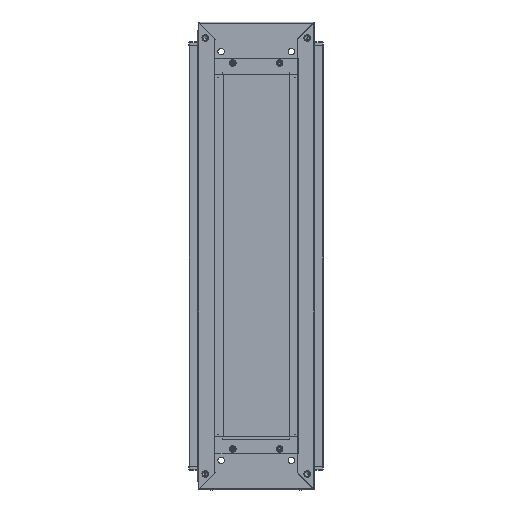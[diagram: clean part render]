
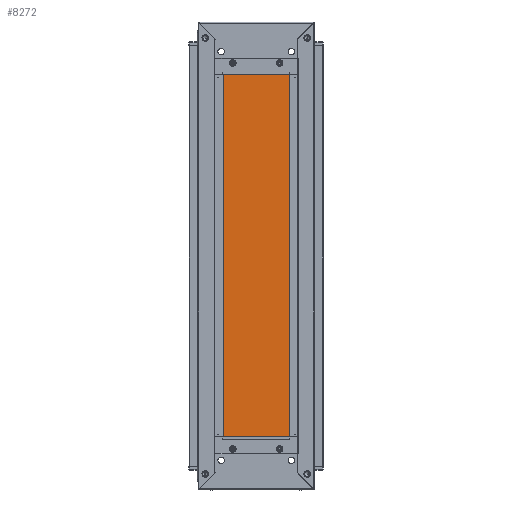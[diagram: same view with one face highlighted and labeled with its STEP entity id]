
A CAD part, top view. The second image highlights one B-rep face of the part: STEP entity #8272.
In plain terms, the highlighted planar face has unit normal (0, 0, 1).
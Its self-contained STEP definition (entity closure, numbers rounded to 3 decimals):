
#868 = AXIS2_PLACEMENT_3D ( 'NONE', #32595, #32584, #32582 ) ;
#6739 = FACE_OUTER_BOUND ( 'NONE', #34405, .T. ) ;
#8272 = ADVANCED_FACE ( 'NONE', ( #6739 ), #32590, .T. ) ;
#12660 = CARTESIAN_POINT ( 'NONE',  ( 400., -90., 0. ) ) ;
#14143 = CARTESIAN_POINT ( 'NONE',  ( -400., -90., 0. ) ) ;
#14178 = CARTESIAN_POINT ( 'NONE',  ( 400., 90., 0. ) ) ;
#15842 = DIRECTION ( 'NONE',  ( 0., -1., 0. ) ) ;
#15864 = CARTESIAN_POINT ( 'NONE',  ( -400., 90., 0. ) ) ;
#15939 = DIRECTION ( 'NONE',  ( -1., 0., 0. ) ) ;
#15943 = CARTESIAN_POINT ( 'NONE',  ( -400., 90., 0. ) ) ;
#15962 = DIRECTION ( 'NONE',  ( 0., 1., 0. ) ) ;
#15984 = DIRECTION ( 'NONE',  ( 1., 0., 0. ) ) ;
#15986 = CARTESIAN_POINT ( 'NONE',  ( -400., -90., 0. ) ) ;
#15989 = CARTESIAN_POINT ( 'NONE',  ( 400., 90., 0. ) ) ;
#32582 = DIRECTION ( 'NONE',  ( 1., 0., 0. ) ) ;
#32584 = DIRECTION ( 'NONE',  ( 0., 0., 1. ) ) ;
#32590 = PLANE ( 'NONE',  #868 ) ;
#32595 = CARTESIAN_POINT ( 'NONE',  ( -400., -90., 0. ) ) ;
#33644 = EDGE_CURVE ( 'NONE', #60470, #50293, #43276, .T. ) ;
#33649 = EDGE_CURVE ( 'NONE', #50293, #61449, #43280, .T. ) ;
#33656 = EDGE_CURVE ( 'NONE', #61449, #57777, #43271, .T. ) ;
#33685 = EDGE_CURVE ( 'NONE', #57777, #60470, #43311, .T. ) ;
#34405 = EDGE_LOOP ( 'NONE', ( #56959, #56958, #56957, #56956 ) ) ;
#37353 = CARTESIAN_POINT ( 'NONE',  ( -400., 90., 0. ) ) ;
#43270 = VECTOR ( 'NONE', #15962, 1000. ) ;
#43271 = LINE ( 'NONE', #15943, #43279 ) ;
#43276 = LINE ( 'NONE', #15986, #43277 ) ;
#43277 = VECTOR ( 'NONE', #15984, 1000. ) ;
#43279 = VECTOR ( 'NONE', #15939, 1000. ) ;
#43280 = LINE ( 'NONE', #15989, #43270 ) ;
#43302 = VECTOR ( 'NONE', #15842, 1000. ) ;
#43311 = LINE ( 'NONE', #15864, #43302 ) ;
#50293 = VERTEX_POINT ( 'NONE', #12660 ) ;
#56956 = ORIENTED_EDGE ( 'NONE', *, *, #33656, .T. ) ;
#56957 = ORIENTED_EDGE ( 'NONE', *, *, #33649, .T. ) ;
#56958 = ORIENTED_EDGE ( 'NONE', *, *, #33644, .T. ) ;
#56959 = ORIENTED_EDGE ( 'NONE', *, *, #33685, .T. ) ;
#57777 = VERTEX_POINT ( 'NONE', #37353 ) ;
#60470 = VERTEX_POINT ( 'NONE', #14143 ) ;
#61449 = VERTEX_POINT ( 'NONE', #14178 ) ;
